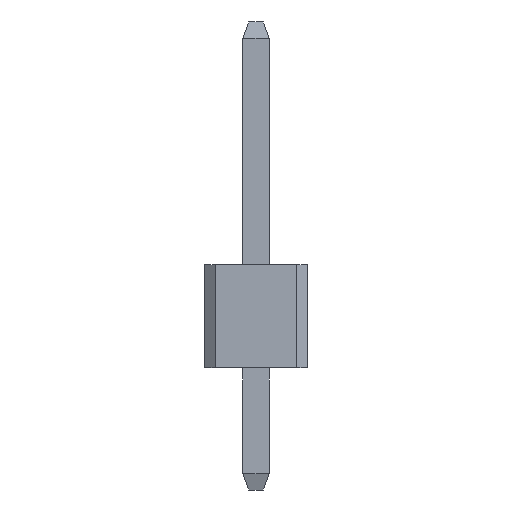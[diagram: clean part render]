
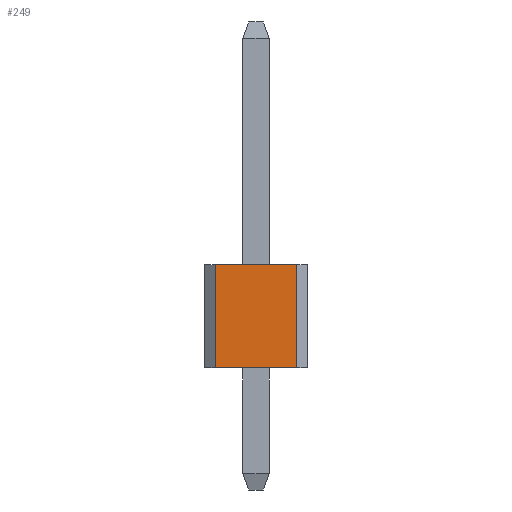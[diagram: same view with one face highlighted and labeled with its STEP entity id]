
A CAD part, front view. The second image highlights one B-rep face of the part: STEP entity #249.
In plain terms, the highlighted planar face has unit normal (0, -1, 0).
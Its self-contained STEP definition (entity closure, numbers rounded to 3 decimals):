
#20 = CARTESIAN_POINT ( 'NONE',  ( 1., -1.27, 5.54 ) ) ;
#36 = LINE ( 'NONE', #1101, #1420 ) ;
#75 = CARTESIAN_POINT ( 'NONE',  ( -1., -1.27, 5.54 ) ) ;
#138 = DIRECTION ( 'NONE',  ( 0., 0., -1. ) ) ;
#151 = DIRECTION ( 'NONE',  ( -1., 0., 0. ) ) ;
#160 = EDGE_CURVE ( 'NONE', #610, #788, #957, .T. ) ;
#214 = ORIENTED_EDGE ( 'NONE', *, *, #914, .T. ) ;
#223 = VECTOR ( 'NONE', #1451, 1000. ) ;
#249 = ADVANCED_FACE ( 'NONE', ( #775 ), #1110, .T. ) ;
#266 = LINE ( 'NONE', #20, #583 ) ;
#403 = CARTESIAN_POINT ( 'NONE',  ( -1., -1.27, 3. ) ) ;
#410 = LINE ( 'NONE', #1256, #640 ) ;
#479 = CARTESIAN_POINT ( 'NONE',  ( -1., -1.27, 5.54 ) ) ;
#583 = VECTOR ( 'NONE', #138, 1000. ) ;
#610 = VERTEX_POINT ( 'NONE', #1257 ) ;
#640 = VECTOR ( 'NONE', #649, 1000. ) ;
#649 = DIRECTION ( 'NONE',  ( 0., 0., -1. ) ) ;
#666 = VERTEX_POINT ( 'NONE', #805 ) ;
#775 = FACE_OUTER_BOUND ( 'NONE', #1351, .T. ) ;
#788 = VERTEX_POINT ( 'NONE', #479 ) ;
#792 = EDGE_CURVE ( 'NONE', #610, #666, #266, .T. ) ;
#805 = CARTESIAN_POINT ( 'NONE',  ( 1., -1.27, 3. ) ) ;
#835 = AXIS2_PLACEMENT_3D ( 'NONE', #75, #1354, #1133 ) ;
#914 = EDGE_CURVE ( 'NONE', #788, #1367, #410, .T. ) ;
#957 = LINE ( 'NONE', #1432, #223 ) ;
#1101 = CARTESIAN_POINT ( 'NONE',  ( -1., -1.27, 3. ) ) ;
#1110 = PLANE ( 'NONE',  #835 ) ;
#1123 = ORIENTED_EDGE ( 'NONE', *, *, #160, .T. ) ;
#1133 = DIRECTION ( 'NONE',  ( 0., 0., -1. ) ) ;
#1146 = ORIENTED_EDGE ( 'NONE', *, *, #792, .F. ) ;
#1188 = ORIENTED_EDGE ( 'NONE', *, *, #1317, .F. ) ;
#1256 = CARTESIAN_POINT ( 'NONE',  ( -1., -1.27, 5.54 ) ) ;
#1257 = CARTESIAN_POINT ( 'NONE',  ( 1., -1.27, 5.54 ) ) ;
#1317 = EDGE_CURVE ( 'NONE', #666, #1367, #36, .T. ) ;
#1351 = EDGE_LOOP ( 'NONE', ( #1188, #1146, #1123, #214 ) ) ;
#1354 = DIRECTION ( 'NONE',  ( 0., -1., 0. ) ) ;
#1367 = VERTEX_POINT ( 'NONE', #403 ) ;
#1420 = VECTOR ( 'NONE', #151, 1000. ) ;
#1432 = CARTESIAN_POINT ( 'NONE',  ( -1., -1.27, 5.54 ) ) ;
#1451 = DIRECTION ( 'NONE',  ( -1., 0., 0. ) ) ;
